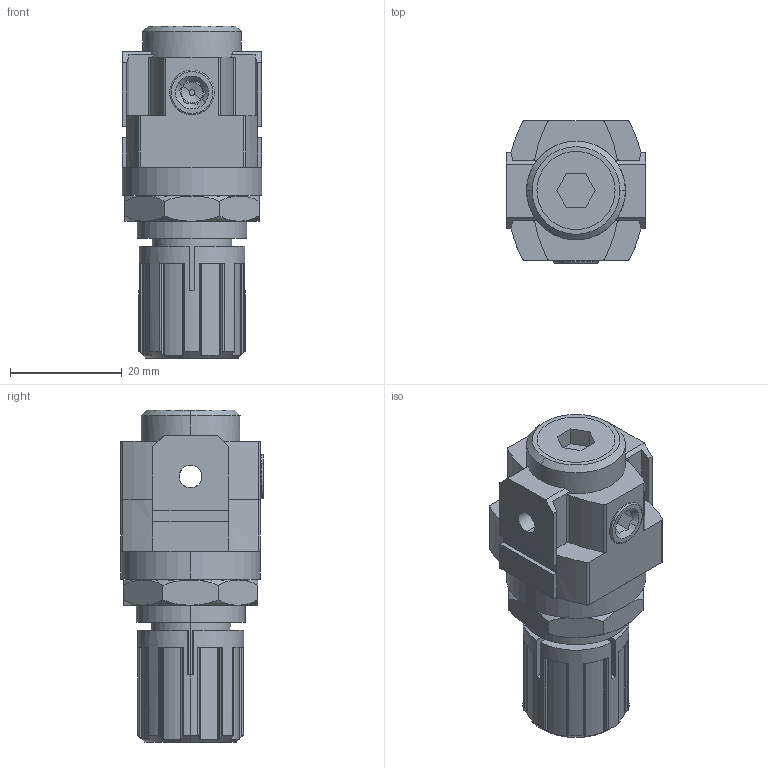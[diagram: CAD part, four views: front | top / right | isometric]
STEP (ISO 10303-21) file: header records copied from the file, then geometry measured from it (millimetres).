
FILE_DESCRIPTION (( 'STEP AP214' ), '1' );
FILE_NAME ('276-8748-000 Simplified Model.STEP', '2023-07-27T18:36:09', ( '' ), ( '' ), 'SwSTEP 2.0', 'SolidWorks 2021', '' );
FILE_SCHEMA (( 'AUTOMOTIVE_DESIGN' ));
Length unit declared in the file: millimetre
Products named in the file (1): 276-8748-000 Simplified Model
Bounding box: 25 x 25.5 x 59.45 mm (x, y, z)
Volume: 21148 mm3; surface area: 9744.7 mm2
Topology: 5 solids, 5 shells, 242 faces, 636 edges, 412 vertices
Faces by surface type: plane 122, cylinder 92, torus 20, cone 8
Entity records: 10674 total; most frequent: CARTESIAN_POINT 1951, ORIENTED_EDGE 1272, DIRECTION 1240, EDGE_CURVE 636, AXIS2_PLACEMENT_3D 461, VERTEX_POINT 412, VECTOR 318, LINE 318
